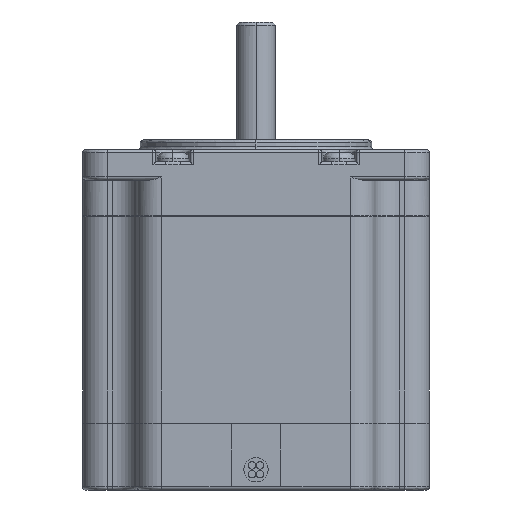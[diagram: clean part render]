
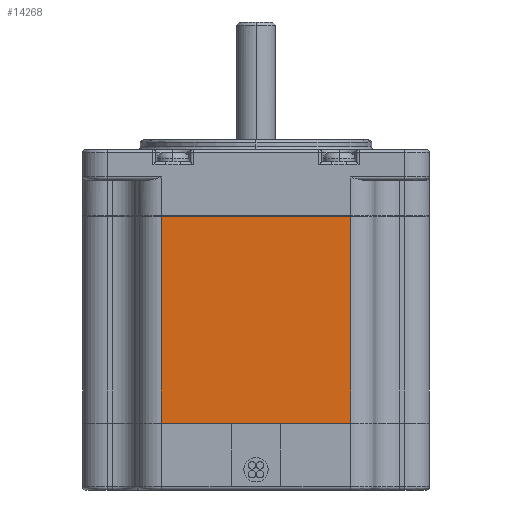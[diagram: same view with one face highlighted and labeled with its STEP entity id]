
A CAD part, left-side view. The second image highlights one B-rep face of the part: STEP entity #14268.
In plain terms, the highlighted planar face has unit normal (-1, 0, 0).
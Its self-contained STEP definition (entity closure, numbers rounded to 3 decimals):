
#1671 = AXIS2_PLACEMENT_3D ( 'NONE', #13864, #3792, #15524 ) ;
#2162 = VERTEX_POINT ( 'NONE', #4674 ) ;
#2632 = VERTEX_POINT ( 'NONE', #19328 ) ;
#2942 = DIRECTION ( 'NONE',  ( 0., -1., 0. ) ) ;
#3765 = EDGE_CURVE ( 'NONE', #10579, #2632, #15782, .T. ) ;
#3792 = DIRECTION ( 'NONE',  ( 1., 0., 0. ) ) ;
#4674 = CARTESIAN_POINT ( 'NONE',  ( -28.5, 15.57, 44.99 ) ) ;
#5472 = FACE_OUTER_BOUND ( 'NONE', #5788, .T. ) ;
#5788 = EDGE_LOOP ( 'NONE', ( #21281, #14506, #19198, #11368 ) ) ;
#5934 = EDGE_CURVE ( 'NONE', #2162, #10579, #12657, .T. ) ;
#7066 = CARTESIAN_POINT ( 'NONE',  ( -28.5, 0., 11.01 ) ) ;
#7113 = CARTESIAN_POINT ( 'NONE',  ( -28.5, 15.57, 56. ) ) ;
#8830 = DIRECTION ( 'NONE',  ( 0., 0., 1. ) ) ;
#10579 = VERTEX_POINT ( 'NONE', #17353 ) ;
#11368 = ORIENTED_EDGE ( 'NONE', *, *, #16146, .F. ) ;
#12415 = LINE ( 'NONE', #7066, #16315 ) ;
#12657 = LINE ( 'NONE', #13025, #21554 ) ;
#13025 = CARTESIAN_POINT ( 'NONE',  ( -28.5, 28.5, 44.99 ) ) ;
#13864 = CARTESIAN_POINT ( 'NONE',  ( -28.5, 28.5, 56. ) ) ;
#14144 = DIRECTION ( 'NONE',  ( 0., 0., -1. ) ) ;
#14268 = ADVANCED_FACE ( 'NONE', ( #5472 ), #18756, .F. ) ;
#14436 = CARTESIAN_POINT ( 'NONE',  ( -28.5, -15.57, 56. ) ) ;
#14506 = ORIENTED_EDGE ( 'NONE', *, *, #5934, .F. ) ;
#15283 = VECTOR ( 'NONE', #14144, 1000. ) ;
#15524 = DIRECTION ( 'NONE',  ( 0., 0., -1. ) ) ;
#15782 = LINE ( 'NONE', #14436, #15283 ) ;
#15933 = VECTOR ( 'NONE', #8830, 1000. ) ;
#16146 = EDGE_CURVE ( 'NONE', #2632, #18685, #12415, .T. ) ;
#16315 = VECTOR ( 'NONE', #20466, 1000. ) ;
#16465 = LINE ( 'NONE', #7113, #15933 ) ;
#16750 = CARTESIAN_POINT ( 'NONE',  ( -28.5, 15.57, 11.01 ) ) ;
#17353 = CARTESIAN_POINT ( 'NONE',  ( -28.5, -15.57, 44.99 ) ) ;
#18685 = VERTEX_POINT ( 'NONE', #16750 ) ;
#18756 = PLANE ( 'NONE',  #1671 ) ;
#19198 = ORIENTED_EDGE ( 'NONE', *, *, #19378, .F. ) ;
#19328 = CARTESIAN_POINT ( 'NONE',  ( -28.5, -15.57, 11.01 ) ) ;
#19378 = EDGE_CURVE ( 'NONE', #18685, #2162, #16465, .T. ) ;
#20466 = DIRECTION ( 'NONE',  ( 0., 1., 0. ) ) ;
#21281 = ORIENTED_EDGE ( 'NONE', *, *, #3765, .F. ) ;
#21554 = VECTOR ( 'NONE', #2942, 1000. ) ;
